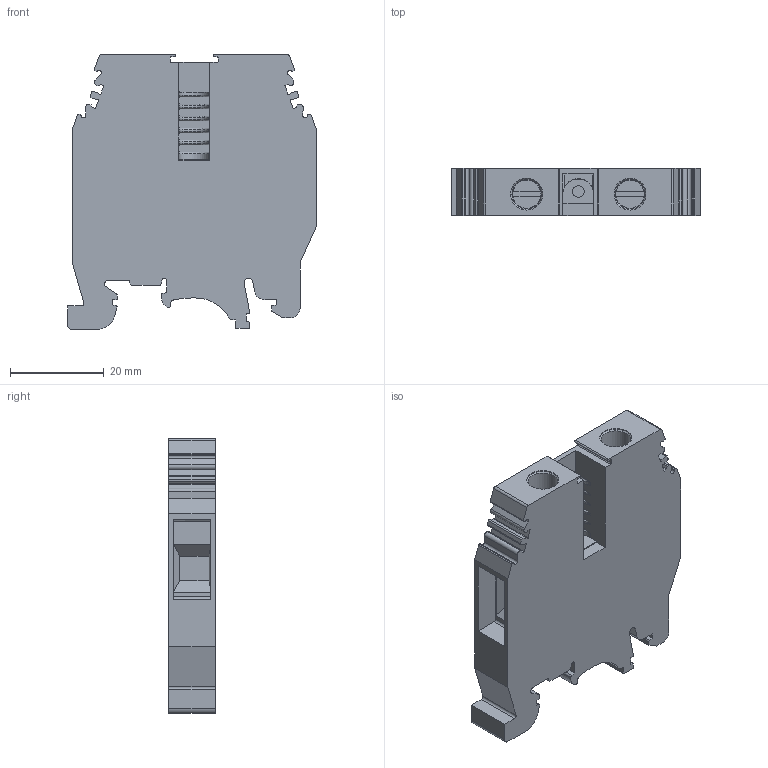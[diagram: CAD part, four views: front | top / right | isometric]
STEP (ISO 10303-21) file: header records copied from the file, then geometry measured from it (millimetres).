
FILE_DESCRIPTION(/* description */ ('Unknown'),/* implementation_level */ '2;1');
FILE_NAME(/* name */ 'KULT1_3D_SOLID',/* time_stamp */ '2024-12-09T14:12:12+06:00',/* author */ ('Unknown'),/* organization */ ('Unknown'),/* preprocessor_version */ 'ST-DEVELOPER v16.7',/* originating_system */ 'Solid Edge',/* authorisation */ 'Unknown');
FILE_SCHEMA (('AUTOMOTIVE_DESIGN {1 0 10303 214 3 1 1}'));
Length unit declared in the file: millimetre
Products named in the file (1): KULT1_3D_SOLID
Bounding box: 53 x 10 x 58.5 mm (x, y, z)
Volume: 22224.5 mm3; surface area: 9771.9 mm2
Topology: 1 solids, 1 shells, 282 faces, 808 edges, 537 vertices
Faces by surface type: plane 167, cylinder 101, torus 12, cone 2
Full cylindrical faces by diameter (mm): 2.459 x1, 4 x2, 6 x2, 6.3 x2, 6.8 x2
Entity records: 11159 total; most frequent: CARTESIAN_POINT 1719, ORIENTED_EDGE 1580, DIRECTION 1535, EDGE_CURVE 790, LINE 537, VECTOR 537, VERTEX_POINT 532, AXIS2_PLACEMENT_3D 499
